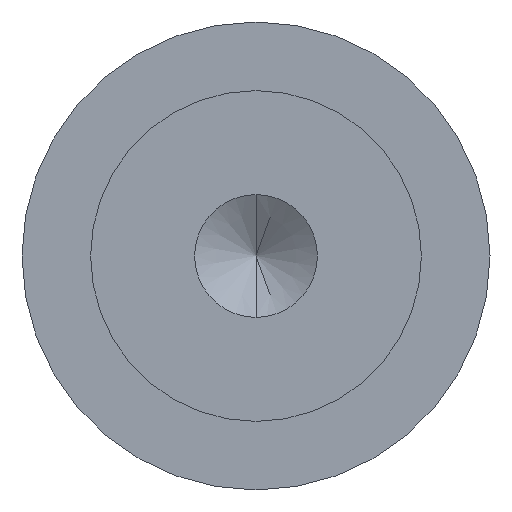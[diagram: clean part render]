
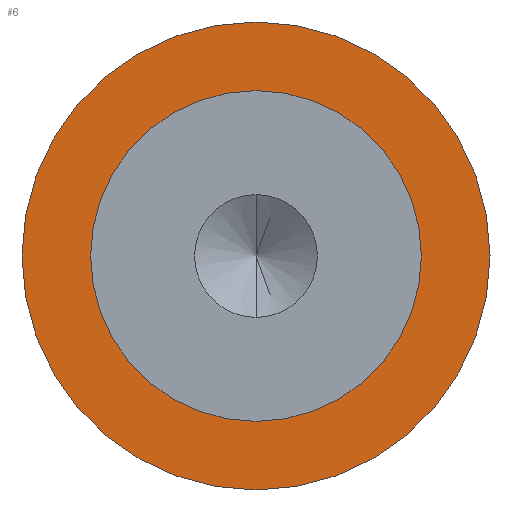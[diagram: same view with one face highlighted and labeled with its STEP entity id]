
A CAD part, left-side view. The second image highlights one B-rep face of the part: STEP entity #6.
In plain terms, the highlighted planar face has unit normal (-1, 0, 0).
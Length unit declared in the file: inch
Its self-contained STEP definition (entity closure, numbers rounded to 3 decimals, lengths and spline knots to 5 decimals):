
#6 = ADVANCED_FACE ( 'NONE', ( #417, #273 ), #216, .F. ) ;
#8 = EDGE_CURVE ( 'NONE', #44, #578, #428, .T. ) ;
#13 = CARTESIAN_POINT ( 'NONE',  ( -2.6575, 0., 0. ) ) ;
#25 = DIRECTION ( 'NONE',  ( 0., 1., 0. ) ) ;
#44 = VERTEX_POINT ( 'NONE', #624 ) ;
#51 = VERTEX_POINT ( 'NONE', #629 ) ;
#58 = DIRECTION ( 'NONE',  ( 0., -1., 0. ) ) ;
#73 = ORIENTED_EDGE ( 'NONE', *, *, #533, .F. ) ;
#77 = AXIS2_PLACEMENT_3D ( 'NONE', #211, #614, #58 ) ;
#105 = DIRECTION ( 'NONE',  ( 0., 1., 0. ) ) ;
#137 = AXIS2_PLACEMENT_3D ( 'NONE', #422, #375, #25 ) ;
#148 = ORIENTED_EDGE ( 'NONE', *, *, #245, .F. ) ;
#152 = DIRECTION ( 'NONE',  ( 1., 0., 0. ) ) ;
#158 = DIRECTION ( 'NONE',  ( 1., 0., 0. ) ) ;
#187 = AXIS2_PLACEMENT_3D ( 'NONE', #13, #152, #105 ) ;
#205 = AXIS2_PLACEMENT_3D ( 'NONE', #210, #269, #564 ) ;
#210 = CARTESIAN_POINT ( 'NONE',  ( -2.6575, 0., 0. ) ) ;
#211 = CARTESIAN_POINT ( 'NONE',  ( -2.6575, 0., 0. ) ) ;
#216 = PLANE ( 'NONE',  #441 ) ;
#245 = EDGE_CURVE ( 'NONE', #51, #569, #631, .T. ) ;
#256 = ORIENTED_EDGE ( 'NONE', *, *, #8, .F. ) ;
#257 = CARTESIAN_POINT ( 'NONE',  ( -2.6575, -0.265, 0. ) ) ;
#269 = DIRECTION ( 'NONE',  ( -1., 0., 0. ) ) ;
#273 = FACE_OUTER_BOUND ( 'NONE', #444, .T. ) ;
#296 = CIRCLE ( 'NONE', #205, 0.265 ) ;
#367 = DIRECTION ( 'NONE',  ( 0., 1., 0. ) ) ;
#375 = DIRECTION ( 'NONE',  ( 1., 0., 0. ) ) ;
#377 = CARTESIAN_POINT ( 'NONE',  ( -2.6575, 0., 0. ) ) ;
#410 = CARTESIAN_POINT ( 'NONE',  ( -2.6575, 0.375, 0. ) ) ;
#417 = FACE_BOUND ( 'NONE', #602, .T. ) ;
#422 = CARTESIAN_POINT ( 'NONE',  ( -2.6575, 0., 0. ) ) ;
#428 = CIRCLE ( 'NONE', #137, 0.375 ) ;
#439 = ORIENTED_EDGE ( 'NONE', *, *, #541, .F. ) ;
#441 = AXIS2_PLACEMENT_3D ( 'NONE', #377, #158, #367 ) ;
#444 = EDGE_LOOP ( 'NONE', ( #439, #256 ) ) ;
#533 = EDGE_CURVE ( 'NONE', #569, #51, #296, .T. ) ;
#541 = EDGE_CURVE ( 'NONE', #578, #44, #600, .T. ) ;
#564 = DIRECTION ( 'NONE',  ( 0., -1., 0. ) ) ;
#569 = VERTEX_POINT ( 'NONE', #257 ) ;
#578 = VERTEX_POINT ( 'NONE', #410 ) ;
#600 = CIRCLE ( 'NONE', #187, 0.375 ) ;
#602 = EDGE_LOOP ( 'NONE', ( #148, #73 ) ) ;
#614 = DIRECTION ( 'NONE',  ( -1., 0., 0. ) ) ;
#624 = CARTESIAN_POINT ( 'NONE',  ( -2.6575, -0.375, 0. ) ) ;
#629 = CARTESIAN_POINT ( 'NONE',  ( -2.6575, 0.265, 0. ) ) ;
#631 = CIRCLE ( 'NONE', #77, 0.265 ) ;
